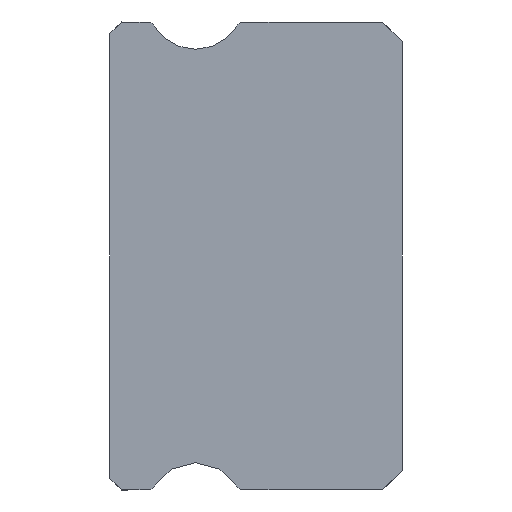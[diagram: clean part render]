
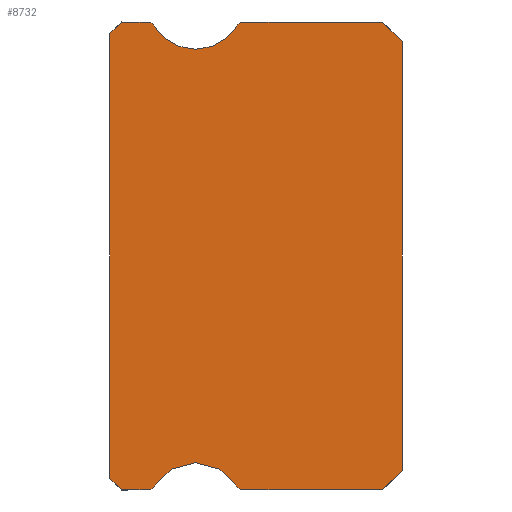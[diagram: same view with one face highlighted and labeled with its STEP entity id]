
A CAD part, left-side view. The second image highlights one B-rep face of the part: STEP entity #8732.
In plain terms, the highlighted planar face has unit normal (-1, 0, 0).
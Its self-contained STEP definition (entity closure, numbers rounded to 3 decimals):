
#6 = EDGE_CURVE ( 'NONE', #6990, #7327, #11625, .T. ) ;
#203 = EDGE_CURVE ( 'NONE', #2918, #6990, #9932, .T. ) ;
#226 = DIRECTION ( 'NONE',  ( 0., 0., -1. ) ) ;
#368 = VECTOR ( 'NONE', #7296, 1000. ) ;
#380 = VERTEX_POINT ( 'NONE', #7019 ) ;
#602 = ORIENTED_EDGE ( 'NONE', *, *, #11872, .F. ) ;
#716 = VERTEX_POINT ( 'NONE', #9414 ) ;
#736 = VECTOR ( 'NONE', #10095, 1000. ) ;
#782 = VECTOR ( 'NONE', #3321, 1000. ) ;
#784 = DIRECTION ( 'NONE',  ( 0., -1., 0. ) ) ;
#830 = VERTEX_POINT ( 'NONE', #4536 ) ;
#964 = DIRECTION ( 'NONE',  ( -1., 0., 0. ) ) ;
#1341 = VERTEX_POINT ( 'NONE', #9376 ) ;
#1496 = CARTESIAN_POINT ( 'NONE',  ( -12.5, 7.5, -5.7 ) ) ;
#1654 = CARTESIAN_POINT ( 'NONE',  ( -12.5, 0.5, 6. ) ) ;
#1692 = DIRECTION ( 'NONE',  ( 0., 0., -1. ) ) ;
#1723 = EDGE_CURVE ( 'NONE', #10994, #3579, #5724, .T. ) ;
#1988 = DIRECTION ( 'NONE',  ( 1., 0., 0. ) ) ;
#1993 = EDGE_LOOP ( 'NONE', ( #4418, #11682, #10175, #11114, #9148, #12019, #602, #2368, #11841, #9954, #7522, #8507, #5068, #5213, #8487, #6939, #11742 ) ) ;
#2088 = CARTESIAN_POINT ( 'NONE',  ( -12.5, 5.3, -6.55 ) ) ;
#2162 = LINE ( 'NONE', #6183, #8729 ) ;
#2368 = ORIENTED_EDGE ( 'NONE', *, *, #6, .F. ) ;
#2584 = DIRECTION ( 'NONE',  ( 0., 0., -1. ) ) ;
#2590 = DIRECTION ( 'NONE',  ( 0., 1., 0. ) ) ;
#2675 = DIRECTION ( 'NONE',  ( 1., 0., 0. ) ) ;
#2760 = CARTESIAN_POINT ( 'NONE',  ( -12.5, 0., -5.5 ) ) ;
#2792 = CARTESIAN_POINT ( 'NONE',  ( -12.5, 0.5, 6. ) ) ;
#2805 = CARTESIAN_POINT ( 'NONE',  ( -12.5, 6.383, 5.925 ) ) ;
#2811 = CARTESIAN_POINT ( 'NONE',  ( -12.5, 5.3, 5.3 ) ) ;
#2918 = VERTEX_POINT ( 'NONE', #7941 ) ;
#3007 = EDGE_CURVE ( 'NONE', #2918, #4637, #12412, .T. ) ;
#3109 = LINE ( 'NONE', #4229, #736 ) ;
#3233 = CIRCLE ( 'NONE', #9537, 0.15 ) ;
#3265 = CIRCLE ( 'NONE', #7490, 1.25 ) ;
#3278 = DIRECTION ( 'NONE',  ( 1., 0., 0. ) ) ;
#3288 = CARTESIAN_POINT ( 'NONE',  ( -12.5, 7.5, 5.85 ) ) ;
#3321 = DIRECTION ( 'NONE',  ( 0., 0., 1. ) ) ;
#3579 = VERTEX_POINT ( 'NONE', #1654 ) ;
#3659 = CARTESIAN_POINT ( 'NONE',  ( -12.5, 6.512, -6. ) ) ;
#3680 = VERTEX_POINT ( 'NONE', #2805 ) ;
#3775 = CARTESIAN_POINT ( 'NONE',  ( -12.5, 5.3, 6.55 ) ) ;
#3916 = DIRECTION ( 'NONE',  ( 0., 0., -1. ) ) ;
#3937 = DIRECTION ( 'NONE',  ( 0., 0., -1. ) ) ;
#3945 = AXIS2_PLACEMENT_3D ( 'NONE', #7500, #12722, #2584 ) ;
#3957 = DIRECTION ( 'NONE',  ( -1., 0., 0. ) ) ;
#3968 = DIRECTION ( 'NONE',  ( 0., -0.707, -0.707 ) ) ;
#4132 = VECTOR ( 'NONE', #10972, 1000. ) ;
#4162 = CIRCLE ( 'NONE', #3945, 0.15 ) ;
#4212 = CIRCLE ( 'NONE', #8620, 1.25 ) ;
#4229 = CARTESIAN_POINT ( 'NONE',  ( -12.5, 7.2, -6. ) ) ;
#4310 = CARTESIAN_POINT ( 'NONE',  ( -12.5, 6.512, -5.85 ) ) ;
#4328 = EDGE_CURVE ( 'NONE', #3579, #4637, #11826, .T. ) ;
#4417 = CARTESIAN_POINT ( 'NONE',  ( -12.5, 7.2, 6. ) ) ;
#4418 = ORIENTED_EDGE ( 'NONE', *, *, #10106, .T. ) ;
#4536 = CARTESIAN_POINT ( 'NONE',  ( -12.5, 7.5, 5.7 ) ) ;
#4582 = VERTEX_POINT ( 'NONE', #7573 ) ;
#4625 = EDGE_CURVE ( 'NONE', #9967, #380, #4212, .T. ) ;
#4637 = VERTEX_POINT ( 'NONE', #9033 ) ;
#4741 = DIRECTION ( 'NONE',  ( 0., 0., -1. ) ) ;
#5068 = ORIENTED_EDGE ( 'NONE', *, *, #10584, .F. ) ;
#5213 = ORIENTED_EDGE ( 'NONE', *, *, #4625, .F. ) ;
#5225 = CARTESIAN_POINT ( 'NONE',  ( -12.5, 0., 5.5 ) ) ;
#5249 = CARTESIAN_POINT ( 'NONE',  ( -12.5, 6.512, 5.85 ) ) ;
#5272 = EDGE_CURVE ( 'NONE', #4582, #3680, #4162, .T. ) ;
#5313 = CARTESIAN_POINT ( 'NONE',  ( -12.5, 6.512, -6. ) ) ;
#5683 = VERTEX_POINT ( 'NONE', #5313 ) ;
#5687 = EDGE_CURVE ( 'NONE', #10447, #830, #9334, .T. ) ;
#5724 = LINE ( 'NONE', #12783, #7042 ) ;
#5730 = CARTESIAN_POINT ( 'NONE',  ( -12.5, 0.5, -6. ) ) ;
#6176 = CIRCLE ( 'NONE', #6588, 1.25 ) ;
#6183 = CARTESIAN_POINT ( 'NONE',  ( -12.5, 6.512, -6. ) ) ;
#6482 = VECTOR ( 'NONE', #3968, 1000. ) ;
#6588 = AXIS2_PLACEMENT_3D ( 'NONE', #2088, #964, #3937 ) ;
#6739 = CARTESIAN_POINT ( 'NONE',  ( -12.5, 7.2, 6. ) ) ;
#6939 = ORIENTED_EDGE ( 'NONE', *, *, #5272, .F. ) ;
#6961 = VERTEX_POINT ( 'NONE', #4417 ) ;
#6990 = VERTEX_POINT ( 'NONE', #5730 ) ;
#6997 = DIRECTION ( 'NONE',  ( 0., 0., -1. ) ) ;
#7019 = CARTESIAN_POINT ( 'NONE',  ( -12.5, 4.217, 5.925 ) ) ;
#7042 = VECTOR ( 'NONE', #784, 1000. ) ;
#7070 = CARTESIAN_POINT ( 'NONE',  ( -12.5, 4.088, -5.85 ) ) ;
#7144 = AXIS2_PLACEMENT_3D ( 'NONE', #7070, #11096, #3916 ) ;
#7262 = EDGE_CURVE ( 'NONE', #716, #5683, #2162, .T. ) ;
#7287 = CARTESIAN_POINT ( 'NONE',  ( -12.5, 5.3, 6.55 ) ) ;
#7296 = DIRECTION ( 'NONE',  ( 0., 0., 1. ) ) ;
#7327 = VERTEX_POINT ( 'NONE', #11433 ) ;
#7490 = AXIS2_PLACEMENT_3D ( 'NONE', #7287, #12685, #1692 ) ;
#7500 = CARTESIAN_POINT ( 'NONE',  ( -12.5, 6.512, 5.85 ) ) ;
#7522 = ORIENTED_EDGE ( 'NONE', *, *, #4328, .F. ) ;
#7573 = CARTESIAN_POINT ( 'NONE',  ( -12.5, 6.512, 6. ) ) ;
#7595 = DIRECTION ( 'NONE',  ( 0., 0., -1. ) ) ;
#7651 = DIRECTION ( 'NONE',  ( 0., 1., 0. ) ) ;
#7941 = CARTESIAN_POINT ( 'NONE',  ( -12.5, 0., -5.5 ) ) ;
#7977 = AXIS2_PLACEMENT_3D ( 'NONE', #12020, #1988, #6997 ) ;
#8276 = PLANE ( 'NONE',  #11090 ) ;
#8294 = LINE ( 'NONE', #12326, #4132 ) ;
#8487 = ORIENTED_EDGE ( 'NONE', *, *, #8645, .F. ) ;
#8507 = ORIENTED_EDGE ( 'NONE', *, *, #1723, .F. ) ;
#8607 = CIRCLE ( 'NONE', #7977, 0.15 ) ;
#8620 = AXIS2_PLACEMENT_3D ( 'NONE', #3775, #3957, #4741 ) ;
#8645 = EDGE_CURVE ( 'NONE', #3680, #9967, #3265, .T. ) ;
#8729 = VECTOR ( 'NONE', #10198, 1000. ) ;
#8732 = ADVANCED_FACE ( 'NONE', ( #10267 ), #8276, .F. ) ;
#8840 = CIRCLE ( 'NONE', #7144, 0.15 ) ;
#9020 = VECTOR ( 'NONE', #7651, 1000. ) ;
#9033 = CARTESIAN_POINT ( 'NONE',  ( -12.5, 0., 5.5 ) ) ;
#9148 = ORIENTED_EDGE ( 'NONE', *, *, #12870, .F. ) ;
#9305 = EDGE_CURVE ( 'NONE', #10447, #716, #3109, .T. ) ;
#9334 = LINE ( 'NONE', #3288, #368 ) ;
#9376 = CARTESIAN_POINT ( 'NONE',  ( -12.5, 6.383, -5.925 ) ) ;
#9414 = CARTESIAN_POINT ( 'NONE',  ( -12.5, 7.2, -6. ) ) ;
#9537 = AXIS2_PLACEMENT_3D ( 'NONE', #4310, #2675, #7595 ) ;
#9645 = VECTOR ( 'NONE', #9873, 1000. ) ;
#9873 = DIRECTION ( 'NONE',  ( 0., 0.707, -0.707 ) ) ;
#9932 = LINE ( 'NONE', #2760, #9645 ) ;
#9954 = ORIENTED_EDGE ( 'NONE', *, *, #3007, .T. ) ;
#9967 = VERTEX_POINT ( 'NONE', #2811 ) ;
#10095 = DIRECTION ( 'NONE',  ( 0., -0.707, -0.707 ) ) ;
#10106 = EDGE_CURVE ( 'NONE', #6961, #830, #8294, .T. ) ;
#10175 = ORIENTED_EDGE ( 'NONE', *, *, #9305, .T. ) ;
#10198 = DIRECTION ( 'NONE',  ( 0., -1., 0. ) ) ;
#10267 = FACE_OUTER_BOUND ( 'NONE', #1993, .T. ) ;
#10323 = CARTESIAN_POINT ( 'NONE',  ( -12.5, 4.088, 6. ) ) ;
#10447 = VERTEX_POINT ( 'NONE', #1496 ) ;
#10584 = EDGE_CURVE ( 'NONE', #380, #10994, #8607, .T. ) ;
#10756 = LINE ( 'NONE', #6739, #12622 ) ;
#10972 = DIRECTION ( 'NONE',  ( 0., 0.707, -0.707 ) ) ;
#10994 = VERTEX_POINT ( 'NONE', #10323 ) ;
#11090 = AXIS2_PLACEMENT_3D ( 'NONE', #5249, #3278, #226 ) ;
#11096 = DIRECTION ( 'NONE',  ( 1., 0., 0. ) ) ;
#11114 = ORIENTED_EDGE ( 'NONE', *, *, #7262, .T. ) ;
#11433 = CARTESIAN_POINT ( 'NONE',  ( -12.5, 4.088, -6. ) ) ;
#11625 = LINE ( 'NONE', #3659, #9020 ) ;
#11682 = ORIENTED_EDGE ( 'NONE', *, *, #5687, .F. ) ;
#11742 = ORIENTED_EDGE ( 'NONE', *, *, #12055, .T. ) ;
#11826 = LINE ( 'NONE', #2792, #6482 ) ;
#11841 = ORIENTED_EDGE ( 'NONE', *, *, #203, .F. ) ;
#11859 = VERTEX_POINT ( 'NONE', #12882 ) ;
#11872 = EDGE_CURVE ( 'NONE', #7327, #11859, #8840, .T. ) ;
#12019 = ORIENTED_EDGE ( 'NONE', *, *, #12680, .F. ) ;
#12020 = CARTESIAN_POINT ( 'NONE',  ( -12.5, 4.088, 5.85 ) ) ;
#12055 = EDGE_CURVE ( 'NONE', #4582, #6961, #10756, .T. ) ;
#12326 = CARTESIAN_POINT ( 'NONE',  ( -12.5, 7.5, 5.7 ) ) ;
#12412 = LINE ( 'NONE', #5225, #782 ) ;
#12622 = VECTOR ( 'NONE', #2590, 1000. ) ;
#12680 = EDGE_CURVE ( 'NONE', #11859, #1341, #6176, .T. ) ;
#12685 = DIRECTION ( 'NONE',  ( -1., 0., 0. ) ) ;
#12722 = DIRECTION ( 'NONE',  ( 1., 0., 0. ) ) ;
#12783 = CARTESIAN_POINT ( 'NONE',  ( -12.5, 6.512, 6. ) ) ;
#12870 = EDGE_CURVE ( 'NONE', #1341, #5683, #3233, .T. ) ;
#12882 = CARTESIAN_POINT ( 'NONE',  ( -12.5, 4.217, -5.925 ) ) ;
